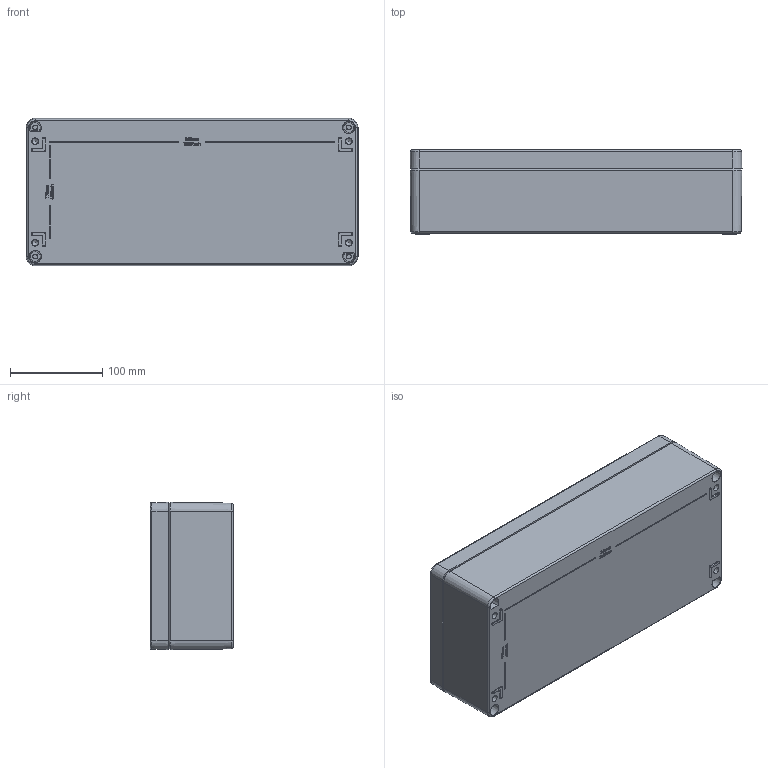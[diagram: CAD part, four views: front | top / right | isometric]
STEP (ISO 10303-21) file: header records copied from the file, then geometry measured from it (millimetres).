
FILE_DESCRIPTION (( 'STEP AP214' ), '1' );
FILE_NAME ('4012_0_CA_360_90.stp', '2018-07-09T06:41:58', ( 'Macha' ), ( 'Hewlett-Packard Company' ), 'SwSTEP 2.0', 'SolidWorks 2018', '' );
FILE_SCHEMA (( 'AUTOMOTIVE_DESIGN' ));
Length unit declared in the file: millimetre
Products named in the file (4): 93134; 02058; 01058; 4012_0_CA_360_90
Assembly tree (6 placements, depth 2):
  4012_0_CA_360_90
    01058
    02058
    93134  x4
Bounding box: 360 x 91 x 160 mm (x, y, z)
Volume: 977878.8 mm3; surface area: 428175.3 mm2
Topology: 6 solids, 6 shells, 2081 faces, 4961 edges, 2828 vertices
Faces by surface type: bspline 706, plane 590, cylinder 484, sphere 148, cone 90, torus 63
Full cylindrical faces by diameter (mm): 5 x11, 5.3 x4, 5.95 x5, 6 x4, 6.15 x5, 9.8 x2, 10 x4
Entity records: 94455 total; most frequent: CARTESIAN_POINT 55388, ORIENTED_EDGE 8886, DIRECTION 6365, EDGE_CURVE 4443, VERTEX_POINT 2675, AXIS2_PLACEMENT_3D 2331, EDGE_LOOP 2256, FACE_OUTER_BOUND 2051
